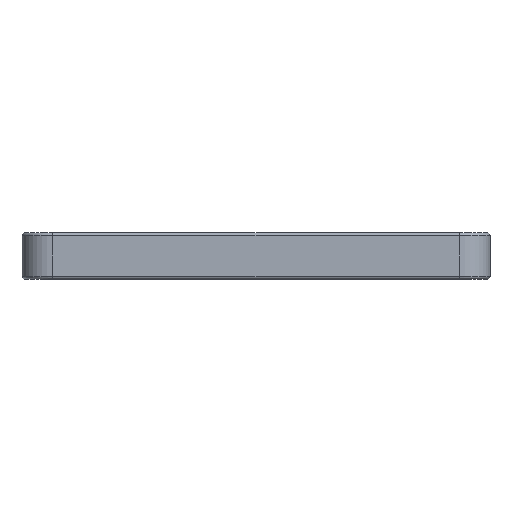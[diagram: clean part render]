
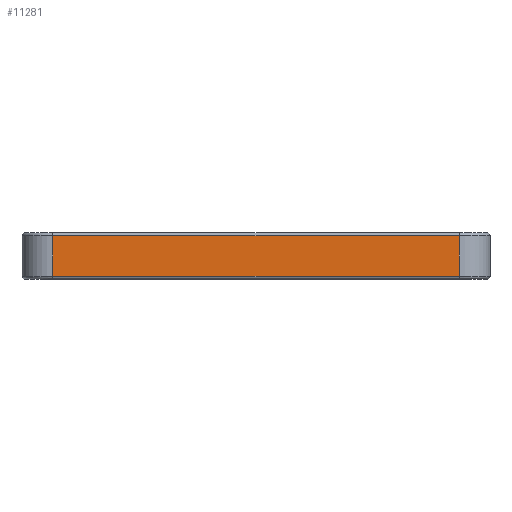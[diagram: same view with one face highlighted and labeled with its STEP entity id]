
A CAD part, left-side view. The second image highlights one B-rep face of the part: STEP entity #11281.
In plain terms, the highlighted planar face has unit normal (-1, 0, 0).
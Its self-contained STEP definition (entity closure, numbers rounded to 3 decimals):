
#515 = DIRECTION ( 'NONE',  ( 0., 1., 0. ) ) ;
#695 = VECTOR ( 'NONE', #3945, 1000. ) ;
#1333 = CARTESIAN_POINT ( 'NONE',  ( -17.538, -33.983, 7. ) ) ;
#1611 = VERTEX_POINT ( 'NONE', #2260 ) ;
#1719 = VERTEX_POINT ( 'NONE', #10176 ) ;
#2260 = CARTESIAN_POINT ( 'NONE',  ( -17.538, 32.017, 0.5 ) ) ;
#2448 = ORIENTED_EDGE ( 'NONE', *, *, #2640, .T. ) ;
#2640 = EDGE_CURVE ( 'NONE', #1719, #3871, #7928, .T. ) ;
#3010 = EDGE_CURVE ( 'NONE', #4302, #1611, #6856, .T. ) ;
#3156 = VECTOR ( 'NONE', #10746, 1000. ) ;
#3608 = EDGE_LOOP ( 'NONE', ( #4421, #12364, #2448, #8269 ) ) ;
#3636 = DIRECTION ( 'NONE',  ( 0., 1., 0. ) ) ;
#3699 = FACE_OUTER_BOUND ( 'NONE', #3608, .T. ) ;
#3871 = VERTEX_POINT ( 'NONE', #1333 ) ;
#3927 = VECTOR ( 'NONE', #4629, 1000. ) ;
#3945 = DIRECTION ( 'NONE',  ( 0., 0., 1. ) ) ;
#4302 = VERTEX_POINT ( 'NONE', #7924 ) ;
#4421 = ORIENTED_EDGE ( 'NONE', *, *, #3010, .T. ) ;
#4499 = LINE ( 'NONE', #12265, #3927 ) ;
#4629 = DIRECTION ( 'NONE',  ( 0., -1., 0. ) ) ;
#6856 = LINE ( 'NONE', #7730, #3156 ) ;
#6869 = CARTESIAN_POINT ( 'NONE',  ( -17.538, -33.983, 7.5 ) ) ;
#6879 = EDGE_CURVE ( 'NONE', #1611, #1719, #4499, .T. ) ;
#7352 = VECTOR ( 'NONE', #515, 1000. ) ;
#7730 = CARTESIAN_POINT ( 'NONE',  ( -17.538, 32.017, 7.5 ) ) ;
#7924 = CARTESIAN_POINT ( 'NONE',  ( -17.538, 32.017, 7. ) ) ;
#7928 = LINE ( 'NONE', #6869, #695 ) ;
#8081 = EDGE_CURVE ( 'NONE', #3871, #4302, #10396, .T. ) ;
#8143 = AXIS2_PLACEMENT_3D ( 'NONE', #9646, #9461, #3636 ) ;
#8269 = ORIENTED_EDGE ( 'NONE', *, *, #8081, .T. ) ;
#9461 = DIRECTION ( 'NONE',  ( 1., 0., 0. ) ) ;
#9646 = CARTESIAN_POINT ( 'NONE',  ( -17.538, 37.017, 7.5 ) ) ;
#10176 = CARTESIAN_POINT ( 'NONE',  ( -17.538, -33.983, 0.5 ) ) ;
#10396 = LINE ( 'NONE', #11096, #7352 ) ;
#10746 = DIRECTION ( 'NONE',  ( 0., 0., -1. ) ) ;
#11096 = CARTESIAN_POINT ( 'NONE',  ( -17.538, 32.017, 7. ) ) ;
#11281 = ADVANCED_FACE ( 'NONE', ( #3699 ), #12241, .F. ) ;
#12241 = PLANE ( 'NONE',  #8143 ) ;
#12265 = CARTESIAN_POINT ( 'NONE',  ( -17.538, 37.017, 0.5 ) ) ;
#12364 = ORIENTED_EDGE ( 'NONE', *, *, #6879, .T. ) ;
